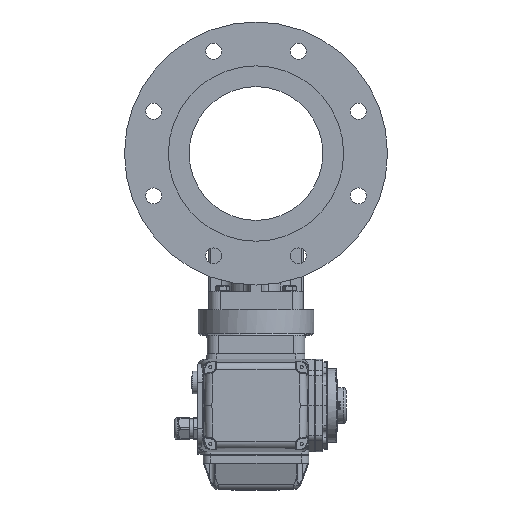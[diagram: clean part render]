
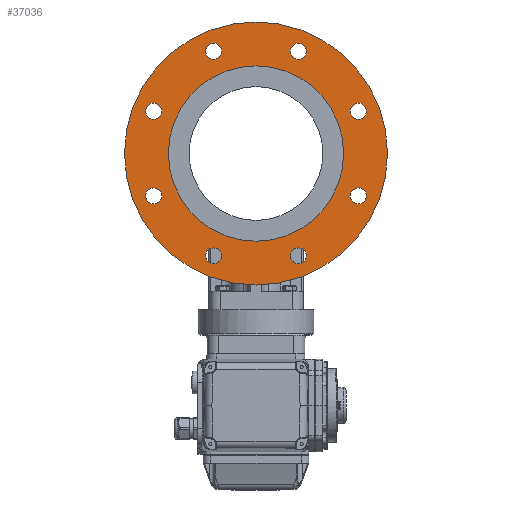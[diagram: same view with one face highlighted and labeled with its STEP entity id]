
A CAD part, front view. The second image highlights one B-rep face of the part: STEP entity #37036.
In plain terms, the highlighted planar face has unit normal (0, -1, 0).
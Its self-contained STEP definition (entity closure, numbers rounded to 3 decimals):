
#6892=PLANE('',#39512);
#8884=ORIENTED_EDGE('',*,*,#18791,.F.);
#8885=ORIENTED_EDGE('',*,*,#18792,.F.);
#8886=ORIENTED_EDGE('',*,*,#18793,.F.);
#8887=ORIENTED_EDGE('',*,*,#18794,.F.);
#8888=ORIENTED_EDGE('',*,*,#18795,.F.);
#8889=ORIENTED_EDGE('',*,*,#18796,.F.);
#8890=ORIENTED_EDGE('',*,*,#18797,.F.);
#8891=ORIENTED_EDGE('',*,*,#18790,.F.);
#8892=ORIENTED_EDGE('',*,*,#18798,.F.);
#8893=ORIENTED_EDGE('',*,*,#18188,.T.);
#18188=EDGE_CURVE('',#23444,#23444,#26892,.T.);
#18790=EDGE_CURVE('',#23828,#23828,#27138,.T.);
#18791=EDGE_CURVE('',#23829,#23829,#27139,.T.);
#18792=EDGE_CURVE('',#23830,#23830,#27140,.T.);
#18793=EDGE_CURVE('',#23831,#23831,#27141,.T.);
#18794=EDGE_CURVE('',#23832,#23832,#27142,.T.);
#18795=EDGE_CURVE('',#23833,#23833,#27143,.T.);
#18796=EDGE_CURVE('',#23834,#23834,#27144,.T.);
#18797=EDGE_CURVE('',#23835,#23835,#27145,.T.);
#18798=EDGE_CURVE('',#23836,#23836,#27146,.T.);
#23444=VERTEX_POINT('',#53322);
#23828=VERTEX_POINT('',#55884);
#23829=VERTEX_POINT('',#55887);
#23830=VERTEX_POINT('',#55890);
#23831=VERTEX_POINT('',#55893);
#23832=VERTEX_POINT('',#55896);
#23833=VERTEX_POINT('',#55899);
#23834=VERTEX_POINT('',#55902);
#23835=VERTEX_POINT('',#55905);
#23836=VERTEX_POINT('',#55916);
#26892=CIRCLE('',#39048,142.5);
#27138=CIRCLE('',#39489,8.647);
#27139=CIRCLE('',#39491,8.647);
#27140=CIRCLE('',#39493,8.647);
#27141=CIRCLE('',#39495,8.647);
#27142=CIRCLE('',#39497,8.647);
#27143=CIRCLE('',#39499,8.647);
#27144=CIRCLE('',#39501,8.647);
#27145=CIRCLE('',#39503,8.647);
#27146=CIRCLE('',#39513,95.);
#29077=EDGE_LOOP('',(#8884));
#29078=EDGE_LOOP('',(#8885));
#29079=EDGE_LOOP('',(#8886));
#29080=EDGE_LOOP('',(#8887));
#29081=EDGE_LOOP('',(#8888));
#29082=EDGE_LOOP('',(#8889));
#29083=EDGE_LOOP('',(#8890));
#29084=EDGE_LOOP('',(#8891));
#29085=EDGE_LOOP('',(#8892));
#29086=EDGE_LOOP('',(#8893));
#31651=FACE_BOUND('',#29077,.T.);
#31652=FACE_BOUND('',#29078,.T.);
#31653=FACE_BOUND('',#29079,.T.);
#31654=FACE_BOUND('',#29080,.T.);
#31655=FACE_BOUND('',#29081,.T.);
#31656=FACE_BOUND('',#29082,.T.);
#31657=FACE_BOUND('',#29083,.T.);
#31658=FACE_BOUND('',#29084,.T.);
#31659=FACE_BOUND('',#29085,.T.);
#31660=FACE_BOUND('',#29086,.T.);
#37036=ADVANCED_FACE('',(#31651,#31652,#31653,#31654,#31655,#31656,#31657,
#31658,#31659,#31660),#6892,.T.);
#39048=AXIS2_PLACEMENT_3D('',#53321,#42916,#42917);
#39489=AXIS2_PLACEMENT_3D('',#55883,#43994,#43995);
#39491=AXIS2_PLACEMENT_3D('',#55886,#43998,#43999);
#39493=AXIS2_PLACEMENT_3D('',#55889,#44002,#44003);
#39495=AXIS2_PLACEMENT_3D('',#55892,#44006,#44007);
#39497=AXIS2_PLACEMENT_3D('',#55895,#44010,#44011);
#39499=AXIS2_PLACEMENT_3D('',#55898,#44014,#44015);
#39501=AXIS2_PLACEMENT_3D('',#55901,#44018,#44019);
#39503=AXIS2_PLACEMENT_3D('',#55904,#44022,#44023);
#39512=AXIS2_PLACEMENT_3D('',#55914,#44040,#44041);
#39513=AXIS2_PLACEMENT_3D('',#55915,#44042,#44043);
#42916=DIRECTION('',(0.,-1.,0.));
#42917=DIRECTION('',(-1.,0.,0.));
#43994=DIRECTION('',(0.,-1.,0.));
#43995=DIRECTION('',(-1.,0.,0.));
#43998=DIRECTION('',(0.,-1.,0.));
#43999=DIRECTION('',(-1.,0.,0.));
#44002=DIRECTION('',(0.,-1.,0.));
#44003=DIRECTION('',(-1.,0.,0.));
#44006=DIRECTION('',(0.,-1.,0.));
#44007=DIRECTION('',(-1.,0.,0.));
#44010=DIRECTION('',(0.,-1.,0.));
#44011=DIRECTION('',(-1.,0.,0.));
#44014=DIRECTION('',(0.,-1.,0.));
#44015=DIRECTION('',(-1.,0.,0.));
#44018=DIRECTION('',(0.,-1.,0.));
#44019=DIRECTION('',(-1.,0.,0.));
#44022=DIRECTION('',(0.,-1.,0.));
#44023=DIRECTION('',(-1.,0.,0.));
#44040=DIRECTION('',(0.,-1.,0.));
#44041=DIRECTION('',(0.,0.,-1.));
#44042=DIRECTION('',(0.,-1.,0.));
#44043=DIRECTION('',(0.,0.,-1.));
#53321=CARTESIAN_POINT('',(0.,-108.,0.));
#53322=CARTESIAN_POINT('',(-142.5,-108.,0.));
#55883=CARTESIAN_POINT('',(45.922,-108.,-110.866));
#55884=CARTESIAN_POINT('',(37.275,-108.,-110.866));
#55886=CARTESIAN_POINT('',(110.866,-108.,-45.922));
#55887=CARTESIAN_POINT('',(102.219,-108.,-45.922));
#55889=CARTESIAN_POINT('',(110.866,-108.,45.922));
#55890=CARTESIAN_POINT('',(102.219,-108.,45.922));
#55892=CARTESIAN_POINT('',(45.922,-108.,110.866));
#55893=CARTESIAN_POINT('',(37.275,-108.,110.866));
#55895=CARTESIAN_POINT('',(-45.922,-108.,110.866));
#55896=CARTESIAN_POINT('',(-54.569,-108.,110.866));
#55898=CARTESIAN_POINT('',(-110.866,-108.,45.922));
#55899=CARTESIAN_POINT('',(-119.513,-108.,45.922));
#55901=CARTESIAN_POINT('',(-110.866,-108.,-45.922));
#55902=CARTESIAN_POINT('',(-119.513,-108.,-45.922));
#55904=CARTESIAN_POINT('',(-45.922,-108.,-110.866));
#55905=CARTESIAN_POINT('',(-54.569,-108.,-110.866));
#55914=CARTESIAN_POINT('',(0.,-108.,0.));
#55915=CARTESIAN_POINT('',(0.,-108.,0.));
#55916=CARTESIAN_POINT('',(0.,-108.,-95.));
